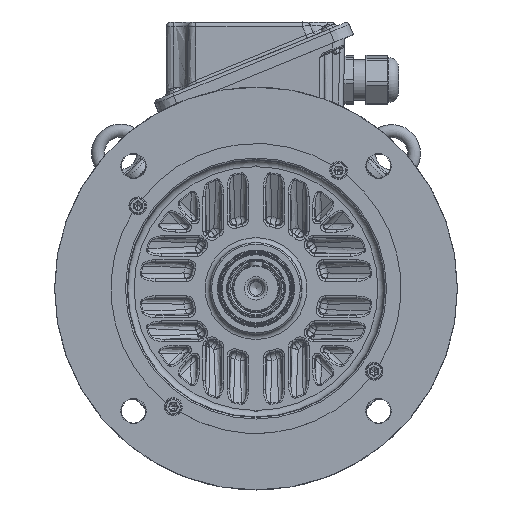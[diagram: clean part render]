
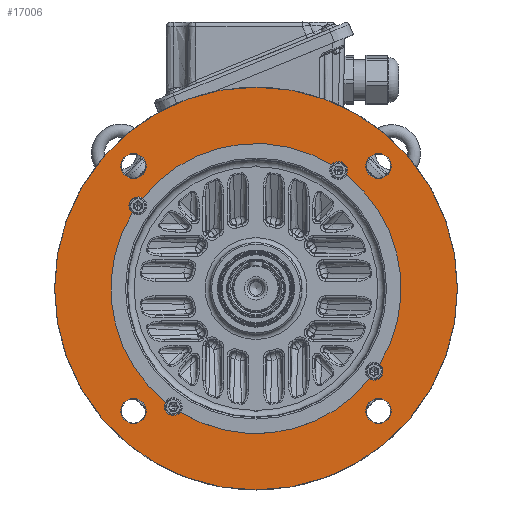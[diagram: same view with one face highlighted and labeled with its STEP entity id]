
A CAD part, top view. The second image highlights one B-rep face of the part: STEP entity #17006.
In plain terms, the highlighted planar face has unit normal (0, 0, 1).
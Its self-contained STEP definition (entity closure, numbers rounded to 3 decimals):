
#7666=FACE_BOUND('',#25813,.T.);
#7667=FACE_BOUND('',#25814,.T.);
#7668=FACE_BOUND('',#25815,.T.);
#7669=FACE_BOUND('',#25816,.T.);
#7670=FACE_BOUND('',#25817,.T.);
#7671=FACE_BOUND('',#25818,.T.);
#11250=CIRCLE('',#75501,5.5);
#11253=CIRCLE('',#75505,5.5);
#11256=CIRCLE('',#75509,5.5);
#11260=CIRCLE('',#75515,5.5);
#11261=CIRCLE('',#75516,90.);
#11262=CIRCLE('',#75517,90.);
#11263=CIRCLE('',#75518,90.);
#11264=CIRCLE('',#75519,90.);
#11265=CIRCLE('',#75520,125.);
#11266=CIRCLE('',#75521,7.834);
#11267=CIRCLE('',#75522,7.834);
#11268=CIRCLE('',#75523,7.834);
#11269=CIRCLE('',#75524,7.834);
#17006=ADVANCED_FACE('',(#7666,#7667,#7668,#7669,#7670,#7671),#18370,.T.);
#18370=PLANE('',#75525);
#25813=EDGE_LOOP('',(#42883,#42884,#42885,#42886,#42887,#42888,#42889,#42890));
#25814=EDGE_LOOP('',(#42891));
#25815=EDGE_LOOP('',(#42892));
#25816=EDGE_LOOP('',(#42893));
#25817=EDGE_LOOP('',(#42894));
#25818=EDGE_LOOP('',(#42895));
#42883=ORIENTED_EDGE('',*,*,#62446,.F.);
#42884=ORIENTED_EDGE('',*,*,#62447,.T.);
#42885=ORIENTED_EDGE('',*,*,#62430,.F.);
#42886=ORIENTED_EDGE('',*,*,#62448,.T.);
#42887=ORIENTED_EDGE('',*,*,#62435,.F.);
#42888=ORIENTED_EDGE('',*,*,#62449,.T.);
#42889=ORIENTED_EDGE('',*,*,#62440,.F.);
#42890=ORIENTED_EDGE('',*,*,#62450,.T.);
#42891=ORIENTED_EDGE('',*,*,#62451,.F.);
#42892=ORIENTED_EDGE('',*,*,#62452,.T.);
#42893=ORIENTED_EDGE('',*,*,#62453,.T.);
#42894=ORIENTED_EDGE('',*,*,#62454,.T.);
#42895=ORIENTED_EDGE('',*,*,#62455,.T.);
#52095=VERTEX_POINT('',#151995);
#52096=VERTEX_POINT('',#151996);
#52100=VERTEX_POINT('',#152006);
#52101=VERTEX_POINT('',#152007);
#52105=VERTEX_POINT('',#152017);
#52106=VERTEX_POINT('',#152018);
#52111=VERTEX_POINT('',#152031);
#52112=VERTEX_POINT('',#152032);
#52113=VERTEX_POINT('',#152038);
#52114=VERTEX_POINT('',#152040);
#52115=VERTEX_POINT('',#152042);
#52116=VERTEX_POINT('',#152044);
#52117=VERTEX_POINT('',#152046);
#62430=EDGE_CURVE('',#52095,#52096,#11250,.T.);
#62435=EDGE_CURVE('',#52100,#52101,#11253,.T.);
#62440=EDGE_CURVE('',#52105,#52106,#11256,.T.);
#62446=EDGE_CURVE('',#52111,#52112,#11260,.T.);
#62447=EDGE_CURVE('',#52111,#52096,#11261,.T.);
#62448=EDGE_CURVE('',#52095,#52101,#11262,.T.);
#62449=EDGE_CURVE('',#52100,#52106,#11263,.T.);
#62450=EDGE_CURVE('',#52105,#52112,#11264,.T.);
#62451=EDGE_CURVE('',#52113,#52113,#11265,.T.);
#62452=EDGE_CURVE('',#52114,#52114,#11266,.T.);
#62453=EDGE_CURVE('',#52115,#52115,#11267,.T.);
#62454=EDGE_CURVE('',#52116,#52116,#11268,.T.);
#62455=EDGE_CURVE('',#52117,#52117,#11269,.T.);
#75501=AXIS2_PLACEMENT_3D('',#151994,#90698,#90699);
#75505=AXIS2_PLACEMENT_3D('',#152005,#90708,#90709);
#75509=AXIS2_PLACEMENT_3D('',#152016,#90718,#90719);
#75515=AXIS2_PLACEMENT_3D('',#152030,#90732,#90733);
#75516=AXIS2_PLACEMENT_3D('',#152033,#90734,#90735);
#75517=AXIS2_PLACEMENT_3D('',#152034,#90736,#90737);
#75518=AXIS2_PLACEMENT_3D('',#152035,#90738,#90739);
#75519=AXIS2_PLACEMENT_3D('',#152036,#90740,#90741);
#75520=AXIS2_PLACEMENT_3D('',#152037,#90742,#90743);
#75521=AXIS2_PLACEMENT_3D('',#152039,#90744,#90745);
#75522=AXIS2_PLACEMENT_3D('',#152041,#90746,#90747);
#75523=AXIS2_PLACEMENT_3D('',#152043,#90748,#90749);
#75524=AXIS2_PLACEMENT_3D('',#152045,#90750,#90751);
#75525=AXIS2_PLACEMENT_3D('',#152047,#90752,#90753);
#90698=DIRECTION('',(0.,0.,1.));
#90699=DIRECTION('',(1.,0.,0.));
#90708=DIRECTION('',(0.,0.,1.));
#90709=DIRECTION('',(1.,0.,0.));
#90718=DIRECTION('',(0.,0.,1.));
#90719=DIRECTION('',(1.,0.,0.));
#90732=DIRECTION('',(0.,0.,1.));
#90733=DIRECTION('',(1.,0.,0.));
#90734=DIRECTION('',(0.,0.,-1.));
#90735=DIRECTION('',(1.,0.,0.));
#90736=DIRECTION('',(0.,0.,-1.));
#90737=DIRECTION('',(1.,0.,0.));
#90738=DIRECTION('',(0.,0.,-1.));
#90739=DIRECTION('',(1.,0.,0.));
#90740=DIRECTION('',(0.,0.,-1.));
#90741=DIRECTION('',(1.,0.,0.));
#90742=DIRECTION('',(0.,0.,-1.));
#90743=DIRECTION('',(1.,0.,0.));
#90744=DIRECTION('',(0.,0.,-1.));
#90745=DIRECTION('',(1.,0.,0.));
#90746=DIRECTION('',(0.,0.,-1.));
#90747=DIRECTION('',(1.,0.,0.));
#90748=DIRECTION('',(0.,0.,-1.));
#90749=DIRECTION('',(1.,0.,0.));
#90750=DIRECTION('',(0.,0.,-1.));
#90751=DIRECTION('',(1.,0.,0.));
#90752=DIRECTION('',(0.,0.,1.));
#90753=DIRECTION('',(1.,0.,0.));
#151994=CARTESIAN_POINT('',(-51.335,-73.314,0.));
#151995=CARTESIAN_POINT('',(-56.023,-70.437,0.));
#151996=CARTESIAN_POINT('',(-47.029,-76.735,0.));
#152005=CARTESIAN_POINT('',(-73.314,51.335,0.));
#152006=CARTESIAN_POINT('',(-70.437,56.023,0.));
#152007=CARTESIAN_POINT('',(-76.735,47.029,0.));
#152016=CARTESIAN_POINT('',(51.335,73.314,0.));
#152017=CARTESIAN_POINT('',(56.023,70.437,0.));
#152018=CARTESIAN_POINT('',(47.029,76.735,0.));
#152030=CARTESIAN_POINT('',(73.314,-51.335,0.));
#152031=CARTESIAN_POINT('',(70.437,-56.023,0.));
#152032=CARTESIAN_POINT('',(76.735,-47.029,0.));
#152033=CARTESIAN_POINT('',(0.,0.,0.));
#152034=CARTESIAN_POINT('',(0.,0.,0.));
#152035=CARTESIAN_POINT('',(0.,0.,0.));
#152036=CARTESIAN_POINT('',(0.,0.,0.));
#152037=CARTESIAN_POINT('',(0.,0.,0.));
#152038=CARTESIAN_POINT('',(125.,0.,0.));
#152039=CARTESIAN_POINT('',(76.014,76.014,0.));
#152040=CARTESIAN_POINT('',(83.848,76.014,0.));
#152041=CARTESIAN_POINT('',(76.014,-76.014,0.));
#152042=CARTESIAN_POINT('',(83.848,-76.014,0.));
#152043=CARTESIAN_POINT('',(-76.014,-76.014,0.));
#152044=CARTESIAN_POINT('',(-68.18,-76.014,0.));
#152045=CARTESIAN_POINT('',(-76.014,76.014,0.));
#152046=CARTESIAN_POINT('',(-68.18,76.014,0.));
#152047=CARTESIAN_POINT('',(0.,90.,0.));
